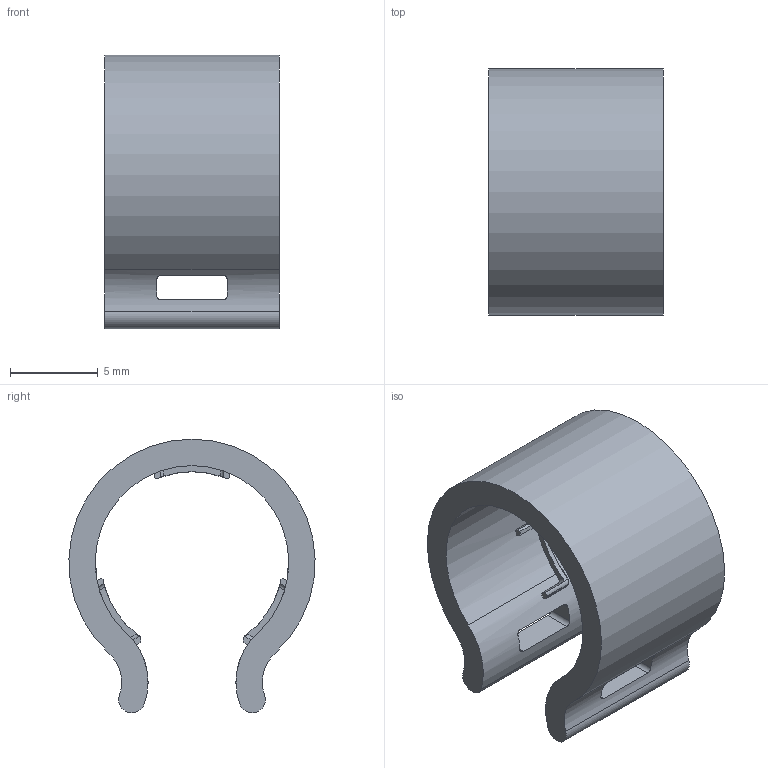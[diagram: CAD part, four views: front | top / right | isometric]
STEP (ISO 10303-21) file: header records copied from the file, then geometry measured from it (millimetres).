
FILE_DESCRIPTION(/* description */ (''),/* implementation_level */ '2;1');
FILE_NAME(/* name */ '08-0219-000-000-001.stp',/* time_stamp */ '2021-05-07T06:33:36+02:00',/* author */ (''),/* organization */ (''),/* preprocessor_version */ 'ST-DEVELOPER v16',/* originating_system */ 'SIEMENS PLM Software NX 11.0',/* authorisation */ '');
FILE_SCHEMA (('AUTOMOTIVE_DESIGN { 1 0 10303 214 3 1 1 1 }'));
Length unit declared in the file: millimetre
Products named in the file (1): shol091848EApz32
Bounding box: 9.9 x 13.99 x 15.55 mm (x, y, z)
Volume: 552 mm3; surface area: 917.6 mm2
Topology: 1 solids, 1 shells, 88 faces, 239 edges, 154 vertices
Faces by surface type: plane 42, cylinder 33, bspline 10, cone 3
Entity records: 3307 total; most frequent: CARTESIAN_POINT 1173, ORIENTED_EDGE 478, DIRECTION 380, EDGE_CURVE 239, VERTEX_POINT 154, AXIS2_PLACEMENT_3D 134, LINE 112, VECTOR 112
